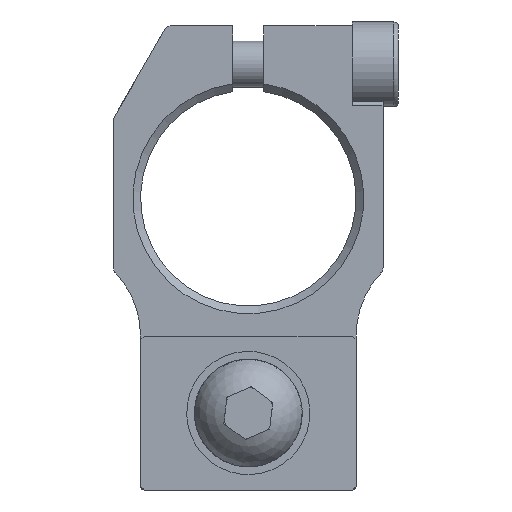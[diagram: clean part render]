
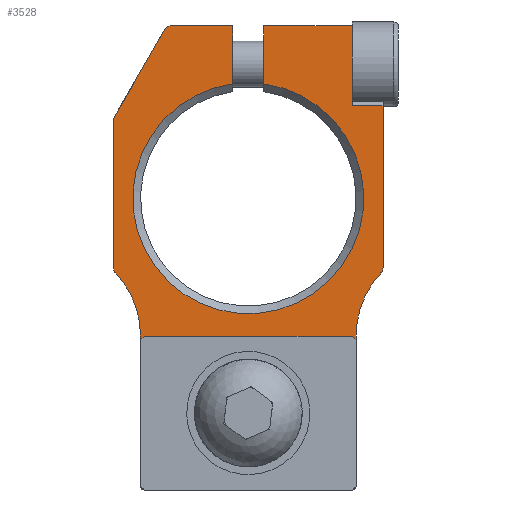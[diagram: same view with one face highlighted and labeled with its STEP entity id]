
A CAD part, front view. The second image highlights one B-rep face of the part: STEP entity #3528.
In plain terms, the highlighted face is planar.
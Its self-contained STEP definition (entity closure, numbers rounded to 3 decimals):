
#3528=ADVANCED_FACE('',(#7022),#7023,.F.);
#7022=FACE_OUTER_BOUND('',#10482,.T.);
#7023=PLANE('',#10483);
#10482=EDGE_LOOP('',(#19074,#19075,#19076,#19077,#19078,#19079,#19080,#19081,#19082,#19083,#19084,#19085,#19086,#19087,#19088,#19089,#19090,#19091,#19092,#19093));
#10483=AXIS2_PLACEMENT_3D('',#19094,#19095,#19096);
#19074=ORIENTED_EDGE('',*,*,#22690,.T.);
#19075=ORIENTED_EDGE('',*,*,#22662,.T.);
#19076=ORIENTED_EDGE('',*,*,#22683,.T.);
#19077=ORIENTED_EDGE('',*,*,#22691,.T.);
#19078=ORIENTED_EDGE('',*,*,#22642,.F.);
#19079=ORIENTED_EDGE('',*,*,#22692,.T.);
#19080=ORIENTED_EDGE('',*,*,#22693,.F.);
#19081=ORIENTED_EDGE('',*,*,#22694,.T.);
#19082=ORIENTED_EDGE('',*,*,#22695,.T.);
#19083=ORIENTED_EDGE('',*,*,#22696,.F.);
#19084=ORIENTED_EDGE('',*,*,#22697,.T.);
#19085=ORIENTED_EDGE('',*,*,#22698,.T.);
#19086=ORIENTED_EDGE('',*,*,#22699,.F.);
#19087=ORIENTED_EDGE('',*,*,#22700,.T.);
#19088=ORIENTED_EDGE('',*,*,#22652,.T.);
#19089=ORIENTED_EDGE('',*,*,#22665,.F.);
#19090=ORIENTED_EDGE('',*,*,#22657,.T.);
#19091=ORIENTED_EDGE('',*,*,#22671,.T.);
#19092=ORIENTED_EDGE('',*,*,#22701,.T.);
#19093=ORIENTED_EDGE('',*,*,#22702,.T.);
#19094=CARTESIAN_POINT('',(0.0,2.5,0.0));
#19095=DIRECTION('',(0.0,-1.0,0.0));
#19096=DIRECTION('',(0.0,0.0,-1.0));
#22642=EDGE_CURVE('',#27084,#27086,#27087,.T.);
#22652=EDGE_CURVE('',#27097,#27101,#27103,.T.);
#22657=EDGE_CURVE('',#27106,#27110,#27112,.T.);
#22662=EDGE_CURVE('',#27115,#27119,#27121,.F.);
#22665=EDGE_CURVE('',#27106,#27101,#27124,.T.);
#22671=EDGE_CURVE('',#27110,#27132,#27134,.T.);
#22683=EDGE_CURVE('',#27119,#27152,#27154,.T.);
#22690=EDGE_CURVE('',#27162,#27115,#27163,.T.);
#22691=EDGE_CURVE('',#27152,#27086,#27164,.T.);
#22692=EDGE_CURVE('',#27084,#27165,#27166,.T.);
#22693=EDGE_CURVE('',#27167,#27165,#27168,.T.);
#22694=EDGE_CURVE('',#27167,#27169,#27170,.T.);
#22695=EDGE_CURVE('',#27169,#27171,#27172,.F.);
#22696=EDGE_CURVE('',#27173,#27171,#27174,.T.);
#22697=EDGE_CURVE('',#27173,#27175,#27176,.T.);
#22698=EDGE_CURVE('',#27175,#27177,#27178,.F.);
#22699=EDGE_CURVE('',#27179,#27177,#27180,.F.);
#22700=EDGE_CURVE('',#27179,#27097,#27181,.T.);
#22701=EDGE_CURVE('',#27132,#27182,#27183,.T.);
#22702=EDGE_CURVE('',#27182,#27162,#27184,.F.);
#27084=VERTEX_POINT('',#33511);
#27086=VERTEX_POINT('',#33516);
#27087=LINE('',#33517,#33518);
#27097=VERTEX_POINT('',#33532);
#27101=VERTEX_POINT('',#33538);
#27103=LINE('',#33541,#33542);
#27106=VERTEX_POINT('',#33545);
#27110=VERTEX_POINT('',#33551);
#27112=LINE('',#33554,#33555);
#27115=VERTEX_POINT('',#33558);
#27119=VERTEX_POINT('',#33563);
#27121=LINE('',#33565,#33566);
#27124=LINE('',#33570,#33571);
#27132=VERTEX_POINT('',#33582);
#27134=LINE('',#33585,#33586);
#27152=VERTEX_POINT('',#33606);
#27154=LINE('',#33609,#33610);
#27162=VERTEX_POINT('',#33619);
#27163=LINE('',#33620,#33621);
#27164=LINE('',#33622,#33623);
#27165=VERTEX_POINT('',#33624);
#27166=CIRCLE('',#33625,7.5);
#27167=VERTEX_POINT('',#33626);
#27168=LINE('',#33627,#33628);
#27169=VERTEX_POINT('',#33629);
#27170=LINE('',#33630,#33631);
#27171=VERTEX_POINT('',#33632);
#27172=CIRCLE('',#33633,0.5);
#27173=VERTEX_POINT('',#33634);
#27174=LINE('',#33635,#33636);
#27175=VERTEX_POINT('',#33637);
#27176=LINE('',#33638,#33639);
#27177=VERTEX_POINT('',#33640);
#27178=CIRCLE('',#33641,0.5);
#27179=VERTEX_POINT('',#33642);
#27180=CIRCLE('',#33643,6.0);
#27181=LINE('',#33644,#33645);
#27182=VERTEX_POINT('',#33646);
#27183=CIRCLE('',#33647,6.0);
#27184=CIRCLE('',#33648,0.5);
#33511=CARTESIAN_POINT('',(11.308,2.5,1.0));
#33516=CARTESIAN_POINT('',(15.075,2.5,1.0));
#33517=CARTESIAN_POINT('',(6.5,2.5,1.0));
#33518=VECTOR('',#36796,1.0);
#33532=CARTESIAN_POINT('',(-5.325,2.5,-7.0));
#33538=CARTESIAN_POINT('',(-5.075,2.5,-6.75));
#33541=CARTESIAN_POINT('',(-5.2,2.5,-6.875));
#33542=VECTOR('',#36807,1.0);
#33545=CARTESIAN_POINT('',(-5.075,2.5,6.75));
#33551=CARTESIAN_POINT('',(-5.325,2.5,7.0));
#33554=CARTESIAN_POINT('',(-5.2,2.5,6.875));
#33555=VECTOR('',#36811,1.0);
#33558=CARTESIAN_POINT('',(9.894,2.5,8.75));
#33563=CARTESIAN_POINT('',(9.894,2.5,6.75));
#33565=CARTESIAN_POINT('',(9.894,2.5,0.0));
#33566=VECTOR('',#36819,1.0);
#33570=CARTESIAN_POINT('',(-5.075,2.5,-8.75));
#33571=VECTOR('',#36821,1.0);
#33582=CARTESIAN_POINT('',(-5.075,2.5,7.0));
#33585=CARTESIAN_POINT('',(-5.2,2.5,7.0));
#33586=VECTOR('',#36826,1.0);
#33606=CARTESIAN_POINT('',(15.075,2.5,6.75));
#33609=CARTESIAN_POINT('',(0.0,2.5,6.75));
#33610=VECTOR('',#36845,1.0);
#33619=CARTESIAN_POINT('',(-0.638,2.5,8.75));
#33620=CARTESIAN_POINT('',(-15.075,2.5,8.75));
#33621=VECTOR('',#36853,1.0);
#33622=CARTESIAN_POINT('',(15.075,2.5,8.75));
#33623=VECTOR('',#36854,1.0);
#33624=CARTESIAN_POINT('',(11.308,2.5,-1.0));
#33625=AXIS2_PLACEMENT_3D('',#36855,#36856,#36857);
#33626=CARTESIAN_POINT('',(15.075,2.5,-1.0));
#33627=CARTESIAN_POINT('',(6.5,2.5,-1.0));
#33628=VECTOR('',#36858,1.0);
#33629=CARTESIAN_POINT('',(15.075,2.5,-4.997));
#33630=CARTESIAN_POINT('',(15.075,2.5,8.75));
#33631=VECTOR('',#36859,1.0);
#33632=CARTESIAN_POINT('',(14.825,2.5,-5.43));
#33633=AXIS2_PLACEMENT_3D('',#36860,#36861,#36862);
#33634=CARTESIAN_POINT('',(9.075,2.5,-8.75));
#33635=CARTESIAN_POINT('',(15.075,2.5,-5.286));
#33636=VECTOR('',#36863,1.0);
#33637=CARTESIAN_POINT('',(-0.638,2.5,-8.75));
#33638=CARTESIAN_POINT('',(-15.075,2.5,-8.75));
#33639=VECTOR('',#36864,1.0);
#33640=CARTESIAN_POINT('',(-0.979,2.5,-8.615));
#33641=AXIS2_PLACEMENT_3D('',#36865,#36866,#36867);
#33642=CARTESIAN_POINT('',(-5.075,2.5,-7.0));
#33643=AXIS2_PLACEMENT_3D('',#36868,#36869,#36870);
#33644=CARTESIAN_POINT('',(-5.2,2.5,-7.0));
#33645=VECTOR('',#36871,1.0);
#33646=CARTESIAN_POINT('',(-0.979,2.5,8.615));
#33647=AXIS2_PLACEMENT_3D('',#36872,#36873,#36874);
#33648=AXIS2_PLACEMENT_3D('',#36875,#36876,#36877);
#36796=DIRECTION('',(1.0,0.0,0.0));
#36807=DIRECTION('',(0.707,0.0,0.707));
#36811=DIRECTION('',(-0.707,0.0,0.707));
#36819=DIRECTION('',(0.0,0.0,1.0));
#36821=DIRECTION('',(0.,0.0,-1.0));
#36826=DIRECTION('',(1.0,0.0,0.));
#36845=DIRECTION('',(1.0,0.0,0.0));
#36853=DIRECTION('',(1.0,0.0,0.0));
#36854=DIRECTION('',(0.0,0.0,-1.0));
#36855=CARTESIAN_POINT('',(3.875,2.5,0.0));
#36856=DIRECTION('',(0.0,-1.0,0.0));
#36857=DIRECTION('',(0.0,0.0,-1.0));
#36858=DIRECTION('',(-1.0,0.0,0.0));
#36859=DIRECTION('',(0.0,0.0,-1.0));
#36860=CARTESIAN_POINT('',(14.575,2.5,-4.997));
#36861=DIRECTION('',(0.0,-1.0,0.0));
#36862=DIRECTION('',(0.0,0.0,-1.0));
#36863=DIRECTION('',(0.866,0.0,0.5));
#36864=DIRECTION('',(-1.0,0.0,0.0));
#36865=CARTESIAN_POINT('',(-0.638,2.5,-8.25));
#36866=DIRECTION('',(0.0,-1.0,0.0));
#36867=DIRECTION('',(0.0,0.0,-1.0));
#36868=CARTESIAN_POINT('',(-5.075,2.5,-13.0));
#36869=DIRECTION('',(0.0,-1.0,0.0));
#36870=DIRECTION('',(0.0,0.0,-1.0));
#36871=DIRECTION('',(-1.0,0.0,0.0));
#36872=CARTESIAN_POINT('',(-5.075,2.5,13.0));
#36873=DIRECTION('',(0.0,-1.0,0.0));
#36874=DIRECTION('',(0.0,0.0,-1.0));
#36875=CARTESIAN_POINT('',(-0.638,2.5,8.25));
#36876=DIRECTION('',(0.0,-1.0,0.0));
#36877=DIRECTION('',(0.0,0.0,-1.0));
